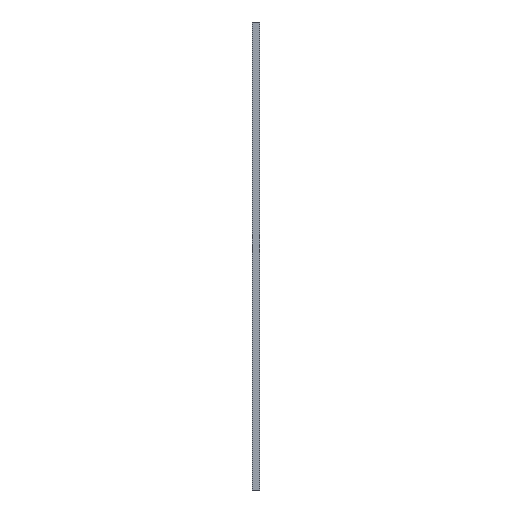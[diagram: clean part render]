
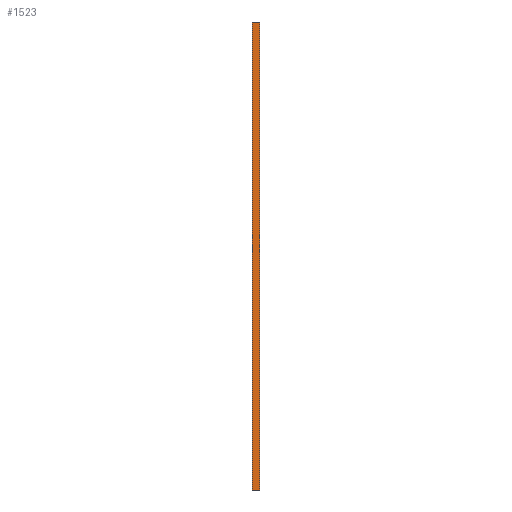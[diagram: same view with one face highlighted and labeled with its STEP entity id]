
A CAD part, left-side view. The second image highlights one B-rep face of the part: STEP entity #1523.
In plain terms, the highlighted planar face has unit normal (-1, 0, 0).
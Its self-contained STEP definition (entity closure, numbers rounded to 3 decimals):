
#6=DIRECTION('',(0.,0.,1.));
#7=VECTOR('',#6,187.5);
#8=CARTESIAN_POINT('',(-183.75,0.,-93.75));
#9=LINE('',#8,#7);
#356=DIRECTION('',(0.,1.,0.));
#357=VECTOR('',#356,3.);
#358=CARTESIAN_POINT('',(-183.75,0.,93.75));
#359=LINE('',#358,#357);
#360=DIRECTION('',(0.,1.,0.));
#361=VECTOR('',#360,3.);
#362=CARTESIAN_POINT('',(-183.75,0.,-93.75));
#363=LINE('',#362,#361);
#376=DIRECTION('',(0.,0.,1.));
#377=VECTOR('',#376,187.5);
#378=CARTESIAN_POINT('',(-183.75,3.,-93.75));
#379=LINE('',#378,#377);
#975=CARTESIAN_POINT('',(-183.75,0.,-93.75));
#977=VERTEX_POINT('',#975);
#978=CARTESIAN_POINT('',(-183.75,0.,93.75));
#979=VERTEX_POINT('',#978);
#983=CARTESIAN_POINT('',(-183.75,3.,-93.75));
#985=VERTEX_POINT('',#983);
#986=CARTESIAN_POINT('',(-183.75,3.,93.75));
#987=VERTEX_POINT('',#986);
#1511=CARTESIAN_POINT('',(-183.75,0.,-93.75));
#1512=DIRECTION('',(-1.,0.,0.));
#1513=DIRECTION('',(0.,0.,1.));
#1514=AXIS2_PLACEMENT_3D('',#1511,#1512,#1513);
#1515=PLANE('',#1514);
#1516=ORIENTED_EDGE('',*,*,#1261,.F.);
#1517=ORIENTED_EDGE('',*,*,#1478,.T.);
#1519=ORIENTED_EDGE('',*,*,#1518,.T.);
#1520=ORIENTED_EDGE('',*,*,#1503,.F.);
#1521=EDGE_LOOP('',(#1516,#1517,#1519,#1520));
#1522=FACE_OUTER_BOUND('',#1521,.F.);
#1523=ADVANCED_FACE('',(#1522),#1515,.T.);
#1261=EDGE_CURVE('',#977,#979,#9,.T.);
#1478=EDGE_CURVE('',#977,#985,#363,.T.);
#1503=EDGE_CURVE('',#979,#987,#359,.T.);
#1518=EDGE_CURVE('',#985,#987,#379,.T.);
